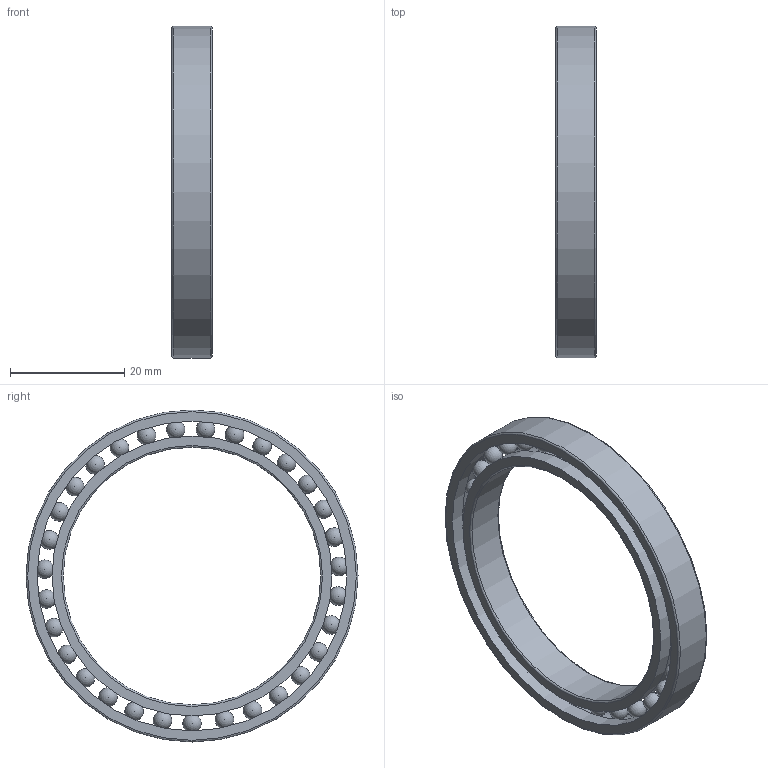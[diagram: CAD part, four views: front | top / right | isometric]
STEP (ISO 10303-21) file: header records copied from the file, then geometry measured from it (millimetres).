
FILE_DESCRIPTION( ( 'STEP AP203' ), '1' );
FILE_NAME( '6809.stp', '2019-08-07T01:10:32', ( '' ), ( '' ), ' ', 'PARTsolutions', ' ' );
FILE_SCHEMA( ( 'CONFIG_CONTROL_DESIGN' ) );
Length unit declared in the file: millimetre
Products named in the file (4): 6809; _6809 Outer ring; _6809 Inner ring; _6809 Ball
Assembly tree (33 placements, depth 2):
  6809
    _6809 Outer ring
    _6809 Inner ring
    _6809 Ball  x31
Bounding box: 7 x 58 x 58 mm (x, y, z)
Volume: 4821.9 mm3; surface area: 6783.2 mm2
Topology: 33 solids, 33 shells, 47 faces, 121 edges, 78 vertices
Faces by surface type: sphere 31, cylinder 6, torus 6, plane 4
Full cylindrical faces by diameter (mm): 45 x1, 48.9 x2, 54.1 x2, 58 x1
Entity records: 731 total; most frequent: DIRECTION 134, CARTESIAN_POINT 86, AXIS2_PLACEMENT_3D 67, PRODUCT_DEFINITION_SHAPE 37, CONTEXT_DEPENDENT_SHAPE_REPRESENTATION 33, ITEM_DEFINED_TRANSFORMATION 33, NEXT_ASSEMBLY_USAGE_OCCURRENCE 33, EDGE_LOOP 32
